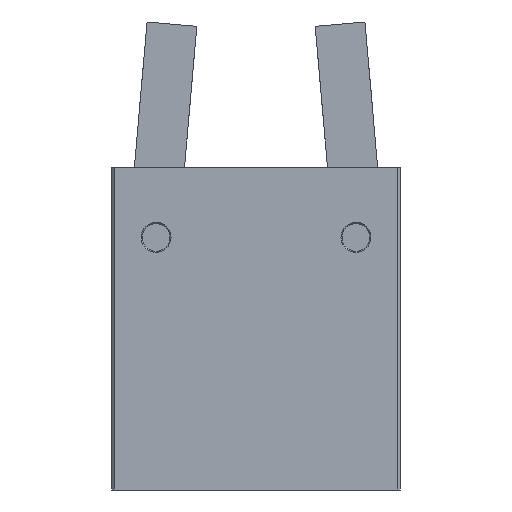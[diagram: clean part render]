
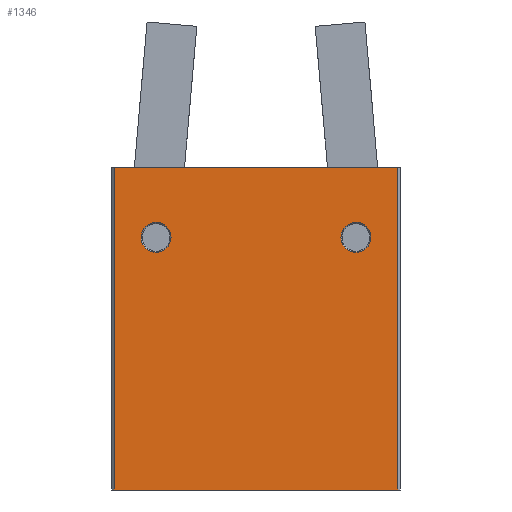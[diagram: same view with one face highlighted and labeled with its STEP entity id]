
A CAD part, left-side view. The second image highlights one B-rep face of the part: STEP entity #1346.
In plain terms, the highlighted planar face has unit normal (-1, 0, 0).
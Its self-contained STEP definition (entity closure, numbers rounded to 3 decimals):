
#1211=AXIS2_PLACEMENT_3D('Plane Axis2P3D',#1208,#1209,#1210) ;
#264=CARTESIAN_POINT('Line Origine',(-16.,0.,-58.)) ;
#268=CARTESIAN_POINT('Vertex',(-16.,-25.5,-58.)) ;
#270=CARTESIAN_POINT('Vertex',(-16.,25.5,-58.)) ;
#1208=CARTESIAN_POINT('Axis2P3D Location',(-16.,-25.5,-58.)) ;
#1213=CARTESIAN_POINT('Line Origine',(-16.,0.,0.)) ;
#1217=CARTESIAN_POINT('Vertex',(-16.,-25.5,0.)) ;
#1219=CARTESIAN_POINT('Vertex',(-16.,25.5,0.)) ;
#1222=CARTESIAN_POINT('Line Origine',(-16.,25.5,-29.)) ;
#1227=CARTESIAN_POINT('Line Origine',(-16.,-25.5,-29.)) ;
#1239=CARTESIAN_POINT('Control Point',(-16.,18.,-9.8)) ;
#1240=CARTESIAN_POINT('Control Point',(-16.,18.322,-9.8)) ;
#1241=CARTESIAN_POINT('Control Point',(-16.,18.644,-9.848)) ;
#1242=CARTESIAN_POINT('Control Point',(-16.,18.956,-9.944)) ;
#1243=CARTESIAN_POINT('Control Point',(-16.,19.543,-10.226)) ;
#1244=CARTESIAN_POINT('Control Point',(-16.,20.022,-10.667)) ;
#1245=CARTESIAN_POINT('Control Point',(-16.,20.227,-10.922)) ;
#1246=CARTESIAN_POINT('Control Point',(-16.,20.554,-11.485)) ;
#1247=CARTESIAN_POINT('Control Point',(-16.,20.702,-12.119)) ;
#1248=CARTESIAN_POINT('Control Point',(-16.,20.729,-12.445)) ;
#1249=CARTESIAN_POINT('Control Point',(-16.,20.683,-13.094)) ;
#1250=CARTESIAN_POINT('Control Point',(-16.,20.45,-13.702)) ;
#1251=CARTESIAN_POINT('Control Point',(-16.,20.289,-13.987)) ;
#1252=CARTESIAN_POINT('Control Point',(-16.,19.886,-14.499)) ;
#1253=CARTESIAN_POINT('Control Point',(-16.,19.352,-14.871)) ;
#1254=CARTESIAN_POINT('Control Point',(-16.,19.059,-15.015)) ;
#1255=CARTESIAN_POINT('Control Point',(-16.,18.665,-15.141)) ;
#1256=CARTESIAN_POINT('Control Point',(-16.,18.259,-15.19)) ;
#1257=CARTESIAN_POINT('Control Point',(-16.,18.173,-15.197)) ;
#1258=CARTESIAN_POINT('Control Point',(-16.,18.086,-15.2)) ;
#1259=CARTESIAN_POINT('Control Point',(-16.,18.,-15.2)) ;
#1260=CARTESIAN_POINT('Vertex',(-16.,18.,-9.8)) ;
#1262=CARTESIAN_POINT('Vertex',(-16.,18.,-15.2)) ;
#1266=CARTESIAN_POINT('Control Point',(-16.,18.,-15.2)) ;
#1267=CARTESIAN_POINT('Control Point',(-16.,17.678,-15.2)) ;
#1268=CARTESIAN_POINT('Control Point',(-16.,17.356,-15.152)) ;
#1269=CARTESIAN_POINT('Control Point',(-16.,17.044,-15.056)) ;
#1270=CARTESIAN_POINT('Control Point',(-16.,16.457,-14.774)) ;
#1271=CARTESIAN_POINT('Control Point',(-16.,15.978,-14.333)) ;
#1272=CARTESIAN_POINT('Control Point',(-16.,15.773,-14.078)) ;
#1273=CARTESIAN_POINT('Control Point',(-16.,15.446,-13.515)) ;
#1274=CARTESIAN_POINT('Control Point',(-16.,15.298,-12.881)) ;
#1275=CARTESIAN_POINT('Control Point',(-16.,15.271,-12.555)) ;
#1276=CARTESIAN_POINT('Control Point',(-16.,15.317,-11.906)) ;
#1277=CARTESIAN_POINT('Control Point',(-16.,15.55,-11.298)) ;
#1278=CARTESIAN_POINT('Control Point',(-16.,15.711,-11.013)) ;
#1279=CARTESIAN_POINT('Control Point',(-16.,16.114,-10.501)) ;
#1280=CARTESIAN_POINT('Control Point',(-16.,16.648,-10.129)) ;
#1281=CARTESIAN_POINT('Control Point',(-16.,16.941,-9.985)) ;
#1282=CARTESIAN_POINT('Control Point',(-16.,17.335,-9.859)) ;
#1283=CARTESIAN_POINT('Control Point',(-16.,17.741,-9.81)) ;
#1284=CARTESIAN_POINT('Control Point',(-16.,17.827,-9.803)) ;
#1285=CARTESIAN_POINT('Control Point',(-16.,17.914,-9.8)) ;
#1286=CARTESIAN_POINT('Control Point',(-16.,18.,-9.8)) ;
#1293=CARTESIAN_POINT('Control Point',(-16.,-18.,-9.8)) ;
#1294=CARTESIAN_POINT('Control Point',(-16.,-17.678,-9.8)) ;
#1295=CARTESIAN_POINT('Control Point',(-16.,-17.356,-9.848)) ;
#1296=CARTESIAN_POINT('Control Point',(-16.,-17.044,-9.944)) ;
#1297=CARTESIAN_POINT('Control Point',(-16.,-16.457,-10.226)) ;
#1298=CARTESIAN_POINT('Control Point',(-16.,-15.978,-10.667)) ;
#1299=CARTESIAN_POINT('Control Point',(-16.,-15.773,-10.922)) ;
#1300=CARTESIAN_POINT('Control Point',(-16.,-15.446,-11.485)) ;
#1301=CARTESIAN_POINT('Control Point',(-16.,-15.298,-12.119)) ;
#1302=CARTESIAN_POINT('Control Point',(-16.,-15.271,-12.445)) ;
#1303=CARTESIAN_POINT('Control Point',(-16.,-15.317,-13.094)) ;
#1304=CARTESIAN_POINT('Control Point',(-16.,-15.55,-13.702)) ;
#1305=CARTESIAN_POINT('Control Point',(-16.,-15.711,-13.987)) ;
#1306=CARTESIAN_POINT('Control Point',(-16.,-16.114,-14.499)) ;
#1307=CARTESIAN_POINT('Control Point',(-16.,-16.648,-14.871)) ;
#1308=CARTESIAN_POINT('Control Point',(-16.,-16.941,-15.015)) ;
#1309=CARTESIAN_POINT('Control Point',(-16.,-17.335,-15.141)) ;
#1310=CARTESIAN_POINT('Control Point',(-16.,-17.741,-15.19)) ;
#1311=CARTESIAN_POINT('Control Point',(-16.,-17.827,-15.197)) ;
#1312=CARTESIAN_POINT('Control Point',(-16.,-17.914,-15.2)) ;
#1313=CARTESIAN_POINT('Control Point',(-16.,-18.,-15.2)) ;
#1314=CARTESIAN_POINT('Vertex',(-16.,-18.,-9.8)) ;
#1316=CARTESIAN_POINT('Vertex',(-16.,-18.,-15.2)) ;
#1320=CARTESIAN_POINT('Control Point',(-16.,-18.,-15.2)) ;
#1321=CARTESIAN_POINT('Control Point',(-16.,-18.322,-15.2)) ;
#1322=CARTESIAN_POINT('Control Point',(-16.,-18.644,-15.152)) ;
#1323=CARTESIAN_POINT('Control Point',(-16.,-18.956,-15.056)) ;
#1324=CARTESIAN_POINT('Control Point',(-16.,-19.543,-14.774)) ;
#1325=CARTESIAN_POINT('Control Point',(-16.,-20.022,-14.333)) ;
#1326=CARTESIAN_POINT('Control Point',(-16.,-20.227,-14.078)) ;
#1327=CARTESIAN_POINT('Control Point',(-16.,-20.554,-13.515)) ;
#1328=CARTESIAN_POINT('Control Point',(-16.,-20.702,-12.881)) ;
#1329=CARTESIAN_POINT('Control Point',(-16.,-20.729,-12.555)) ;
#1330=CARTESIAN_POINT('Control Point',(-16.,-20.683,-11.906)) ;
#1331=CARTESIAN_POINT('Control Point',(-16.,-20.45,-11.298)) ;
#1332=CARTESIAN_POINT('Control Point',(-16.,-20.289,-11.013)) ;
#1333=CARTESIAN_POINT('Control Point',(-16.,-19.886,-10.501)) ;
#1334=CARTESIAN_POINT('Control Point',(-16.,-19.352,-10.129)) ;
#1335=CARTESIAN_POINT('Control Point',(-16.,-19.059,-9.985)) ;
#1336=CARTESIAN_POINT('Control Point',(-16.,-18.665,-9.859)) ;
#1337=CARTESIAN_POINT('Control Point',(-16.,-18.259,-9.81)) ;
#1338=CARTESIAN_POINT('Control Point',(-16.,-18.173,-9.803)) ;
#1339=CARTESIAN_POINT('Control Point',(-16.,-18.086,-9.8)) ;
#1340=CARTESIAN_POINT('Control Point',(-16.,-18.,-9.8)) ;
#265=DIRECTION('Vector Direction',(0.,1.,0.)) ;
#1209=DIRECTION('Axis2P3D Direction',(1.,0.,-0.)) ;
#1210=DIRECTION('Axis2P3D XDirection',(0.,0.,1.)) ;
#1214=DIRECTION('Vector Direction',(0.,1.,0.)) ;
#1223=DIRECTION('Vector Direction',(0.,0.,1.)) ;
#1228=DIRECTION('Vector Direction',(0.,0.,1.)) ;
#266=VECTOR('Line Direction',#265,1.) ;
#1215=VECTOR('Line Direction',#1214,1.) ;
#1224=VECTOR('Line Direction',#1223,1.) ;
#1229=VECTOR('Line Direction',#1228,1.) ;
#1233=ORIENTED_EDGE('',*,*,#1221,.T.) ;
#1234=ORIENTED_EDGE('',*,*,#1226,.F.) ;
#1235=ORIENTED_EDGE('',*,*,#272,.F.) ;
#1236=ORIENTED_EDGE('',*,*,#1231,.T.) ;
#1289=ORIENTED_EDGE('',*,*,#1264,.F.) ;
#1290=ORIENTED_EDGE('',*,*,#1287,.F.) ;
#1343=ORIENTED_EDGE('',*,*,#1318,.F.) ;
#1344=ORIENTED_EDGE('',*,*,#1341,.F.) ;
#1291=FACE_BOUND('',#1288,.T.) ;
#1345=FACE_BOUND('',#1342,.T.) ;
#1346=ADVANCED_FACE('GPA_25_T03_1357545_TUENKERS',(#1237,#1291,#1345),#1212,.F.) ;
#1238=B_SPLINE_CURVE_WITH_KNOTS('',5,(#1239,#1240,#1241,#1242,#1243,#1244,#1245,#1246,#1247,#1248,#1249,#1250,#1251,#1252,#1253,#1254,#1255,#1256,#1257,#1258,#1259),.UNSPECIFIED.,.F.,.U.,(6,3,3,3,3,3,6),(0.,2.277,4.554,6.83,9.107,11.384,11.995),.UNSPECIFIED.) ;
#1265=B_SPLINE_CURVE_WITH_KNOTS('',5,(#1266,#1267,#1268,#1269,#1270,#1271,#1272,#1273,#1274,#1275,#1276,#1277,#1278,#1279,#1280,#1281,#1282,#1283,#1284,#1285,#1286),.UNSPECIFIED.,.F.,.U.,(6,3,3,3,3,3,6),(0.,2.277,4.554,6.83,9.107,11.384,11.995),.UNSPECIFIED.) ;
#1292=B_SPLINE_CURVE_WITH_KNOTS('',5,(#1293,#1294,#1295,#1296,#1297,#1298,#1299,#1300,#1301,#1302,#1303,#1304,#1305,#1306,#1307,#1308,#1309,#1310,#1311,#1312,#1313),.UNSPECIFIED.,.F.,.U.,(6,3,3,3,3,3,6),(0.,2.277,4.554,6.83,9.107,11.384,11.995),.UNSPECIFIED.) ;
#1319=B_SPLINE_CURVE_WITH_KNOTS('',5,(#1320,#1321,#1322,#1323,#1324,#1325,#1326,#1327,#1328,#1329,#1330,#1331,#1332,#1333,#1334,#1335,#1336,#1337,#1338,#1339,#1340),.UNSPECIFIED.,.F.,.U.,(6,3,3,3,3,3,6),(0.,2.277,4.554,6.83,9.107,11.384,11.995),.UNSPECIFIED.) ;
#272=EDGE_CURVE('',#269,#271,#267,.T.) ;
#1221=EDGE_CURVE('',#1218,#1220,#1216,.T.) ;
#1226=EDGE_CURVE('',#271,#1220,#1225,.T.) ;
#1231=EDGE_CURVE('',#269,#1218,#1230,.T.) ;
#1264=EDGE_CURVE('',#1261,#1263,#1238,.T.) ;
#1287=EDGE_CURVE('',#1263,#1261,#1265,.T.) ;
#1318=EDGE_CURVE('',#1315,#1317,#1292,.T.) ;
#1341=EDGE_CURVE('',#1317,#1315,#1319,.T.) ;
#1232=EDGE_LOOP('',(#1233,#1234,#1235,#1236)) ;
#1288=EDGE_LOOP('',(#1289,#1290)) ;
#1342=EDGE_LOOP('',(#1343,#1344)) ;
#1237=FACE_OUTER_BOUND('',#1232,.T.) ;
#267=LINE('Line',#264,#266) ;
#1216=LINE('Line',#1213,#1215) ;
#1225=LINE('Line',#1222,#1224) ;
#1230=LINE('Line',#1227,#1229) ;
#1212=PLANE('Plane',#1211) ;
#269=VERTEX_POINT('',#268) ;
#271=VERTEX_POINT('',#270) ;
#1218=VERTEX_POINT('',#1217) ;
#1220=VERTEX_POINT('',#1219) ;
#1261=VERTEX_POINT('',#1260) ;
#1263=VERTEX_POINT('',#1262) ;
#1315=VERTEX_POINT('',#1314) ;
#1317=VERTEX_POINT('',#1316) ;
